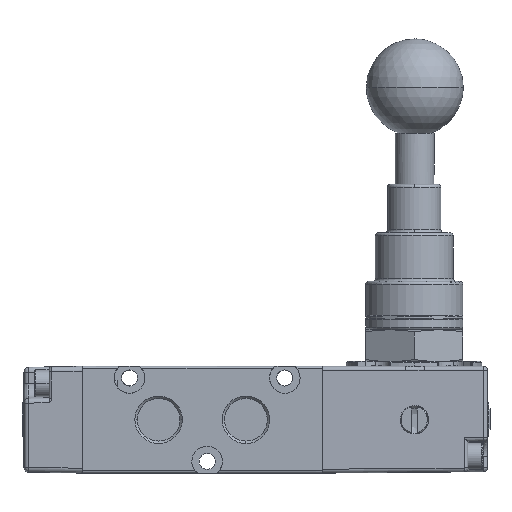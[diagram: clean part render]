
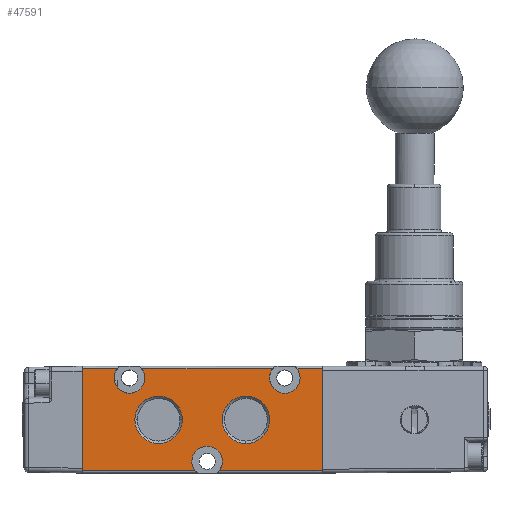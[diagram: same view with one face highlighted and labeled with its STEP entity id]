
A CAD part, left-side view. The second image highlights one B-rep face of the part: STEP entity #47591.
In plain terms, the highlighted planar face has unit normal (-1, 0, 0).
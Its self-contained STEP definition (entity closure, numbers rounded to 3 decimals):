
#6 = CARTESIAN_POINT ( 'NONE',  ( -15., -6.5, 11. ) ) ;
#123 = CIRCLE ( 'NONE', #42110, 3.15 ) ;
#200 = ORIENTED_EDGE ( 'NONE', *, *, #2902, .F. ) ;
#332 = CARTESIAN_POINT ( 'NONE',  ( -15., -1.262, 10.5 ) ) ;
#550 = VECTOR ( 'NONE', #15222, 1000. ) ;
#1052 = CARTESIAN_POINT ( 'NONE',  ( -15., -6.5, 11. ) ) ;
#2423 = VERTEX_POINT ( 'NONE', #53384 ) ;
#2852 = DIRECTION ( 'NONE',  ( 1., 0., 0. ) ) ;
#2902 = EDGE_CURVE ( 'NONE', #2423, #10627, #3554, .T. ) ;
#2957 = CARTESIAN_POINT ( 'NONE',  ( -15., 3.762, 10.5 ) ) ;
#3231 = ORIENTED_EDGE ( 'NONE', *, *, #16622, .F. ) ;
#3295 = EDGE_CURVE ( 'NONE', #55187, #19782, #7432, .T. ) ;
#3554 = CIRCLE ( 'NONE', #38427, 3.15 ) ;
#3963 = ORIENTED_EDGE ( 'NONE', *, *, #33624, .T. ) ;
#4112 = LINE ( 'NONE', #58265, #57797 ) ;
#4286 = VERTEX_POINT ( 'NONE', #13731 ) ;
#5037 = LINE ( 'NONE', #12030, #30289 ) ;
#6131 = DIRECTION ( 'NONE',  ( 0., 1., 0. ) ) ;
#6850 = AXIS2_PLACEMENT_3D ( 'NONE', #40709, #10445, #45767 ) ;
#7010 = DIRECTION ( 'NONE',  ( 0., -1., 0. ) ) ;
#7360 = DIRECTION ( 'NONE',  ( -1., 0., 0. ) ) ;
#7432 = CIRCLE ( 'NONE', #42691, 3.15 ) ;
#7453 = VERTEX_POINT ( 'NONE', #61536 ) ;
#8156 = FACE_BOUND ( 'NONE', #40758, .T. ) ;
#9036 = CARTESIAN_POINT ( 'NONE',  ( -15., 9.25, -4.889 ) ) ;
#9481 = CARTESIAN_POINT ( 'NONE',  ( -15., 19.762, -10.5 ) ) ;
#10445 = DIRECTION ( 'NONE',  ( -1., 0., 0. ) ) ;
#10627 = VERTEX_POINT ( 'NONE', #10808 ) ;
#10808 = CARTESIAN_POINT ( 'NONE',  ( -15., 30.738, 10.5 ) ) ;
#10965 = PLANE ( 'NONE',  #34807 ) ;
#11049 = ORIENTED_EDGE ( 'NONE', *, *, #28091, .T. ) ;
#12030 = CARTESIAN_POINT ( 'NONE',  ( -15., -6.5, 10.5 ) ) ;
#12192 = CIRCLE ( 'NONE', #52242, 4.889 ) ;
#13140 = DIRECTION ( 'NONE',  ( -1., 0., 0. ) ) ;
#13275 = EDGE_CURVE ( 'NONE', #53323, #51937, #123, .T. ) ;
#13731 = CARTESIAN_POINT ( 'NONE',  ( -15., 43., 10.5 ) ) ;
#14291 = LINE ( 'NONE', #38344, #41141 ) ;
#15222 = DIRECTION ( 'NONE',  ( 0., 0., 1. ) ) ;
#16613 = DIRECTION ( 'NONE',  ( 1., 0., 0. ) ) ;
#16622 = EDGE_CURVE ( 'NONE', #39751, #43701, #58683, .T. ) ;
#16649 = ORIENTED_EDGE ( 'NONE', *, *, #55772, .F. ) ;
#18295 = DIRECTION ( 'NONE',  ( 0., 1., 0. ) ) ;
#19483 = EDGE_CURVE ( 'NONE', #43701, #39751, #12192, .T. ) ;
#19782 = VERTEX_POINT ( 'NONE', #332 ) ;
#19869 = DIRECTION ( 'NONE',  ( 0., 0., 1. ) ) ;
#19879 = DIRECTION ( 'NONE',  ( -1., 0., 0. ) ) ;
#19941 = CARTESIAN_POINT ( 'NONE',  ( -15., 1.25, 8.6 ) ) ;
#20587 = ORIENTED_EDGE ( 'NONE', *, *, #46029, .F. ) ;
#20959 = VERTEX_POINT ( 'NONE', #9036 ) ;
#21602 = FACE_OUTER_BOUND ( 'NONE', #64973, .T. ) ;
#22215 = VERTEX_POINT ( 'NONE', #55624 ) ;
#22280 = DIRECTION ( 'NONE',  ( 0., 1., 0. ) ) ;
#22773 = CARTESIAN_POINT ( 'NONE',  ( -15., 32.139, 0. ) ) ;
#23178 = VECTOR ( 'NONE', #56184, 1000. ) ;
#23892 = ORIENTED_EDGE ( 'NONE', *, *, #42436, .F. ) ;
#24571 = ORIENTED_EDGE ( 'NONE', *, *, #64607, .F. ) ;
#24937 = VERTEX_POINT ( 'NONE', #32995 ) ;
#25145 = DIRECTION ( 'NONE',  ( -1., 0., 0. ) ) ;
#25587 = EDGE_CURVE ( 'NONE', #55966, #53323, #54936, .T. ) ;
#27659 = ORIENTED_EDGE ( 'NONE', *, *, #25587, .T. ) ;
#28091 = EDGE_CURVE ( 'NONE', #7453, #24937, #40819, .T. ) ;
#30185 = EDGE_CURVE ( 'NONE', #55966, #51899, #14291, .T. ) ;
#30289 = VECTOR ( 'NONE', #7010, 1000. ) ;
#30710 = CARTESIAN_POINT ( 'NONE',  ( -15., 17.25, -5.45 ) ) ;
#30929 = AXIS2_PLACEMENT_3D ( 'NONE', #55376, #25145, #60448 ) ;
#31471 = ORIENTED_EDGE ( 'NONE', *, *, #30185, .F. ) ;
#31594 = EDGE_CURVE ( 'NONE', #19782, #24937, #36551, .T. ) ;
#32134 = CARTESIAN_POINT ( 'NONE',  ( -15., -6.5, -10.5 ) ) ;
#32995 = CARTESIAN_POINT ( 'NONE',  ( -15., -6.5, 10.5 ) ) ;
#33106 = CARTESIAN_POINT ( 'NONE',  ( -15., 17.25, -8.6 ) ) ;
#33411 = FACE_BOUND ( 'NONE', #40959, .T. ) ;
#33624 = EDGE_CURVE ( 'NONE', #4286, #51899, #38482, .T. ) ;
#34807 = AXIS2_PLACEMENT_3D ( 'NONE', #1052, #36353, #6131 ) ;
#35676 = DIRECTION ( 'NONE',  ( 0., 0., 1. ) ) ;
#35724 = DIRECTION ( 'NONE',  ( -1., 0., 0. ) ) ;
#35801 = CARTESIAN_POINT ( 'NONE',  ( -15., 33.25, 8.6 ) ) ;
#35928 = CARTESIAN_POINT ( 'NONE',  ( -15., -6.5, 10.5 ) ) ;
#36353 = DIRECTION ( 'NONE',  ( 1., 0., 0. ) ) ;
#36551 = LINE ( 'NONE', #35928, #23178 ) ;
#37569 = CARTESIAN_POINT ( 'NONE',  ( -15., 9.25, 0. ) ) ;
#38165 = DIRECTION ( 'NONE',  ( 0., 0., 1. ) ) ;
#38344 = CARTESIAN_POINT ( 'NONE',  ( -15., -6.5, -10.5 ) ) ;
#38427 = AXIS2_PLACEMENT_3D ( 'NONE', #35801, #35724, #35676 ) ;
#38482 = LINE ( 'NONE', #44058, #63686 ) ;
#39076 = CIRCLE ( 'NONE', #30929, 4.889 ) ;
#39751 = VERTEX_POINT ( 'NONE', #22773 ) ;
#40709 = CARTESIAN_POINT ( 'NONE',  ( -15., 27.25, 0. ) ) ;
#40758 = EDGE_LOOP ( 'NONE', ( #24571, #23892 ) ) ;
#40794 = VECTOR ( 'NONE', #22280, 1000. ) ;
#40819 = LINE ( 'NONE', #6, #550 ) ;
#40959 = EDGE_LOOP ( 'NONE', ( #53759, #3231 ) ) ;
#41141 = VECTOR ( 'NONE', #18295, 1000. ) ;
#42110 = AXIS2_PLACEMENT_3D ( 'NONE', #33106, #2852, #38165 ) ;
#42364 = AXIS2_PLACEMENT_3D ( 'NONE', #46830, #16613, #51908 ) ;
#42436 = EDGE_CURVE ( 'NONE', #20959, #22215, #64195, .T. ) ;
#42669 = DIRECTION ( 'NONE',  ( 0., 0., 1. ) ) ;
#42691 = AXIS2_PLACEMENT_3D ( 'NONE', #19941, #19879, #19869 ) ;
#43420 = CARTESIAN_POINT ( 'NONE',  ( -15., 27.25, 0. ) ) ;
#43701 = VERTEX_POINT ( 'NONE', #54929 ) ;
#44058 = CARTESIAN_POINT ( 'NONE',  ( -15., 43., 11. ) ) ;
#45767 = DIRECTION ( 'NONE',  ( 0., -1., 0. ) ) ;
#46029 = EDGE_CURVE ( 'NONE', #10627, #55187, #5037, .T. ) ;
#46596 = ORIENTED_EDGE ( 'NONE', *, *, #3295, .F. ) ;
#46830 = CARTESIAN_POINT ( 'NONE',  ( -15., 17.25, -8.6 ) ) ;
#47591 = ADVANCED_FACE ( 'NONE', ( #8156, #33411, #21602 ), #10965, .F. ) ;
#48464 = DIRECTION ( 'NONE',  ( 0., -1., 0. ) ) ;
#48929 = DIRECTION ( 'NONE',  ( 0., 0., -1. ) ) ;
#49667 = AXIS2_PLACEMENT_3D ( 'NONE', #37569, #7360, #42669 ) ;
#49750 = CARTESIAN_POINT ( 'NONE',  ( -15., 14.738, -10.5 ) ) ;
#51899 = VERTEX_POINT ( 'NONE', #64696 ) ;
#51908 = DIRECTION ( 'NONE',  ( 0., 0., 1. ) ) ;
#51937 = VERTEX_POINT ( 'NONE', #49750 ) ;
#52150 = ORIENTED_EDGE ( 'NONE', *, *, #61842, .F. ) ;
#52242 = AXIS2_PLACEMENT_3D ( 'NONE', #43420, #13140, #48464 ) ;
#52602 = LINE ( 'NONE', #32134, #40794 ) ;
#53323 = VERTEX_POINT ( 'NONE', #30710 ) ;
#53384 = CARTESIAN_POINT ( 'NONE',  ( -15., 35.762, 10.5 ) ) ;
#53759 = ORIENTED_EDGE ( 'NONE', *, *, #19483, .F. ) ;
#54929 = CARTESIAN_POINT ( 'NONE',  ( -15., 22.361, 0. ) ) ;
#54936 = CIRCLE ( 'NONE', #42364, 3.15 ) ;
#55187 = VERTEX_POINT ( 'NONE', #2957 ) ;
#55376 = CARTESIAN_POINT ( 'NONE',  ( -15., 9.25, 0. ) ) ;
#55624 = CARTESIAN_POINT ( 'NONE',  ( -15., 9.25, 4.889 ) ) ;
#55772 = EDGE_CURVE ( 'NONE', #4286, #2423, #4112, .T. ) ;
#55966 = VERTEX_POINT ( 'NONE', #9481 ) ;
#56184 = DIRECTION ( 'NONE',  ( 0., -1., 0. ) ) ;
#57797 = VECTOR ( 'NONE', #63270, 1000. ) ;
#58265 = CARTESIAN_POINT ( 'NONE',  ( -15., -6.5, 10.5 ) ) ;
#58683 = CIRCLE ( 'NONE', #6850, 4.889 ) ;
#60012 = ORIENTED_EDGE ( 'NONE', *, *, #31594, .F. ) ;
#60448 = DIRECTION ( 'NONE',  ( 0., 0., 1. ) ) ;
#61536 = CARTESIAN_POINT ( 'NONE',  ( -15., -6.5, -10.5 ) ) ;
#61842 = EDGE_CURVE ( 'NONE', #7453, #51937, #52602, .T. ) ;
#63270 = DIRECTION ( 'NONE',  ( 0., -1., 0. ) ) ;
#63686 = VECTOR ( 'NONE', #48929, 1000. ) ;
#64195 = CIRCLE ( 'NONE', #49667, 4.889 ) ;
#64607 = EDGE_CURVE ( 'NONE', #22215, #20959, #39076, .T. ) ;
#64696 = CARTESIAN_POINT ( 'NONE',  ( -15., 43., -10.5 ) ) ;
#64839 = ORIENTED_EDGE ( 'NONE', *, *, #13275, .T. ) ;
#64973 = EDGE_LOOP ( 'NONE', ( #16649, #3963, #31471, #27659, #64839, #52150, #11049, #60012, #46596, #20587, #200 ) ) ;
